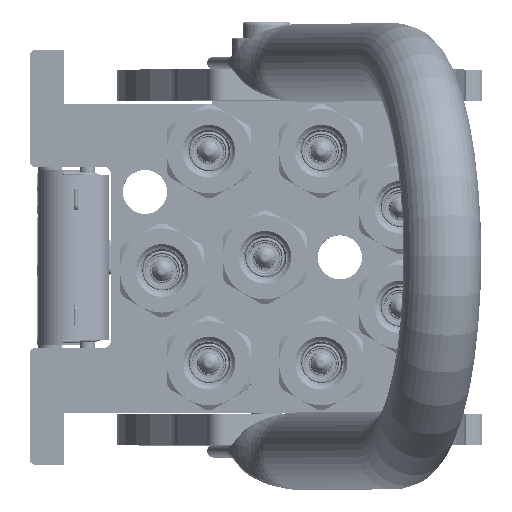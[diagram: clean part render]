
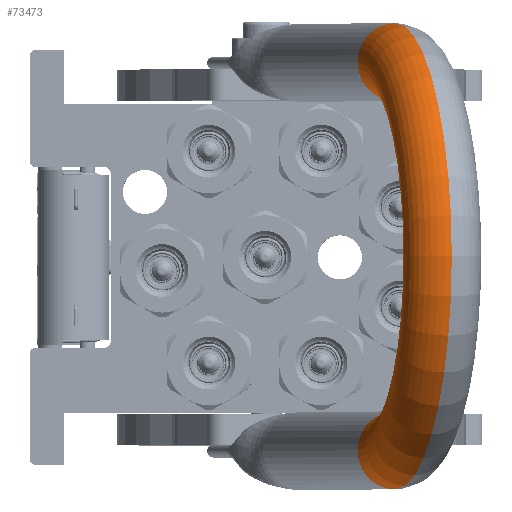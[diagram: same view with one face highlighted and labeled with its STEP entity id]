
A CAD part, top view. The second image highlights one B-rep face of the part: STEP entity #73473.
In plain terms, the highlighted toroidal (fillet/blend) face has major radius 62.25 mm and minor radius 12.5 mm.
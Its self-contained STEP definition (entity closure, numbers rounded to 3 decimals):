
#7230 = CARTESIAN_POINT ( 'NONE',  ( -49.75, 0., 125.25 ) ) ;
#8753 = VERTEX_POINT ( 'NONE', #41588 ) ;
#9430 = VERTEX_POINT ( 'NONE', #7230 ) ;
#11628 = EDGE_CURVE ( 'NONE', #9430, #8753, #72641, .T. ) ;
#13484 = VERTEX_POINT ( 'NONE', #122273 ) ;
#13927 = AXIS2_PLACEMENT_3D ( 'NONE', #93114, #123671, #19284 ) ;
#15227 = AXIS2_PLACEMENT_3D ( 'NONE', #132576, #28576, #111965 ) ;
#17505 = AXIS2_PLACEMENT_3D ( 'NONE', #90166, #132635, #27755 ) ;
#17996 = DIRECTION ( 'NONE',  ( 1., 0., 0. ) ) ;
#19284 = DIRECTION ( 'NONE',  ( 1., 0., 0. ) ) ;
#19795 = CIRCLE ( 'NONE', #86207, 74.75 ) ;
#20838 = EDGE_CURVE ( 'NONE', #8753, #13484, #19795, .T. ) ;
#22986 = CIRCLE ( 'NONE', #15227, 12.5 ) ;
#24151 = CIRCLE ( 'NONE', #17505, 49.75 ) ;
#27755 = DIRECTION ( 'NONE',  ( -1., 0., 0. ) ) ;
#28576 = DIRECTION ( 'NONE',  ( 0., 0., -1. ) ) ;
#35826 = DIRECTION ( 'NONE',  ( -1., 0., 0. ) ) ;
#41588 = CARTESIAN_POINT ( 'NONE',  ( -74.75, 0., 125.25 ) ) ;
#48018 = AXIS2_PLACEMENT_3D ( 'NONE', #132915, #80447, #17996 ) ;
#49227 = TOROIDAL_SURFACE ( 'NONE', #48018, 62.25, 12.5 ) ;
#52961 = EDGE_CURVE ( 'NONE', #9430, #71820, #24151, .T. ) ;
#66117 = CARTESIAN_POINT ( 'NONE',  ( 49.75, 0., 125.25 ) ) ;
#67705 = ORIENTED_EDGE ( 'NONE', *, *, #20838, .T. ) ;
#69298 = ORIENTED_EDGE ( 'NONE', *, *, #11628, .T. ) ;
#71820 = VERTEX_POINT ( 'NONE', #66117 ) ;
#72641 = CIRCLE ( 'NONE', #13927, 12.5 ) ;
#73473 = ADVANCED_FACE ( 'NONE', ( #125848 ), #49227, .T. ) ;
#74746 = ORIENTED_EDGE ( 'NONE', *, *, #111415, .F. ) ;
#80447 = DIRECTION ( 'NONE',  ( 0., 1., 0. ) ) ;
#83381 = EDGE_LOOP ( 'NONE', ( #67705, #74746, #126227, #69298 ) ) ;
#86207 = AXIS2_PLACEMENT_3D ( 'NONE', #131562, #121016, #35826 ) ;
#90166 = CARTESIAN_POINT ( 'NONE',  ( 0., 0., 125.25 ) ) ;
#93114 = CARTESIAN_POINT ( 'NONE',  ( -62.25, 0., 125.25 ) ) ;
#111415 = EDGE_CURVE ( 'NONE', #71820, #13484, #22986, .T. ) ;
#111965 = DIRECTION ( 'NONE',  ( -1., 0., 0. ) ) ;
#121016 = DIRECTION ( 'NONE',  ( 0., 1., 0. ) ) ;
#122273 = CARTESIAN_POINT ( 'NONE',  ( 74.75, 0., 125.25 ) ) ;
#123671 = DIRECTION ( 'NONE',  ( 0., 0., 1. ) ) ;
#125848 = FACE_OUTER_BOUND ( 'NONE', #83381, .T. ) ;
#126227 = ORIENTED_EDGE ( 'NONE', *, *, #52961, .F. ) ;
#131562 = CARTESIAN_POINT ( 'NONE',  ( 0., 0., 125.25 ) ) ;
#132576 = CARTESIAN_POINT ( 'NONE',  ( 62.25, 0., 125.25 ) ) ;
#132635 = DIRECTION ( 'NONE',  ( 0., 1., 0. ) ) ;
#132915 = CARTESIAN_POINT ( 'NONE',  ( 0., 0., 125.25 ) ) ;
